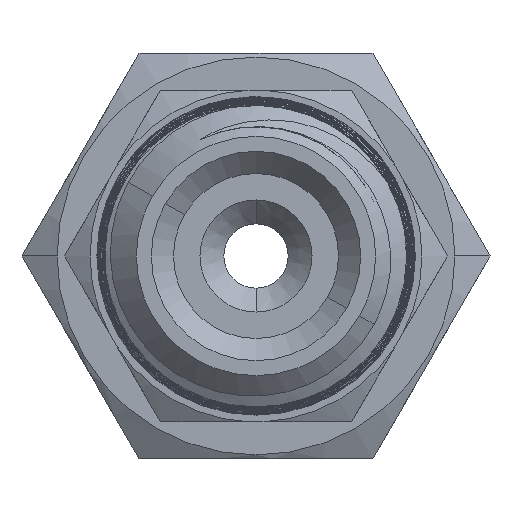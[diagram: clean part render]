
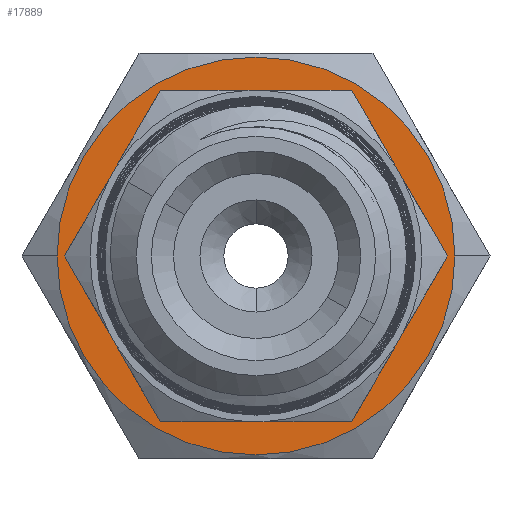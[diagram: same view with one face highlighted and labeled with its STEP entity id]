
A CAD part, left-side view. The second image highlights one B-rep face of the part: STEP entity #17889.
In plain terms, the highlighted planar face has unit normal (-1, 0, 0).
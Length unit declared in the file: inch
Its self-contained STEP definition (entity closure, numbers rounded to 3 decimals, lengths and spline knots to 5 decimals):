
#1317 = DIRECTION ( 'NONE',  ( 1., 0., 0. ) ) ;
#1342 = AXIS2_PLACEMENT_3D ( 'NONE', #24830, #15954, #11609 ) ;
#3582 = CARTESIAN_POINT ( 'NONE',  ( -0.8195, 0., 0. ) ) ;
#4093 = FACE_BOUND ( 'NONE', #14308, .T. ) ;
#4861 = CARTESIAN_POINT ( 'NONE',  ( -0.8195, -0.3375, 0. ) ) ;
#5153 = EDGE_CURVE ( 'NONE', #26675, #9613, #23145, .T. ) ;
#5465 = ORIENTED_EDGE ( 'NONE', *, *, #9890, .F. ) ;
#6132 = CARTESIAN_POINT ( 'NONE',  ( -0.8195, 0.3375, 0. ) ) ;
#8243 = DIRECTION ( 'NONE',  ( 0., -1., 0. ) ) ;
#9613 = VERTEX_POINT ( 'NONE', #6132 ) ;
#9890 = EDGE_CURVE ( 'NONE', #9613, #26675, #27359, .T. ) ;
#9929 = FACE_OUTER_BOUND ( 'NONE', #26833, .T. ) ;
#10615 = CARTESIAN_POINT ( 'NONE',  ( -0.8195, 0.20675, 0. ) ) ;
#10676 = CIRCLE ( 'NONE', #18288, 0.20675 ) ;
#11609 = DIRECTION ( 'NONE',  ( 0., 1., 0. ) ) ;
#11783 = CARTESIAN_POINT ( 'NONE',  ( -0.8195, -0.20675, 0. ) ) ;
#12175 = EDGE_CURVE ( 'NONE', #24631, #19018, #27954, .T. ) ;
#12519 = DIRECTION ( 'NONE',  ( -1., 0., 0. ) ) ;
#12579 = DIRECTION ( 'NONE',  ( 0., 1., 0. ) ) ;
#13918 = ORIENTED_EDGE ( 'NONE', *, *, #16061, .T. ) ;
#14308 = EDGE_LOOP ( 'NONE', ( #27198, #13918 ) ) ;
#15954 = DIRECTION ( 'NONE',  ( 1., 0., 0. ) ) ;
#16061 = EDGE_CURVE ( 'NONE', #19018, #24631, #10676, .T. ) ;
#16632 = CARTESIAN_POINT ( 'NONE',  ( -0.8195, 0.20675, 0. ) ) ;
#17053 = DIRECTION ( 'NONE',  ( 0., 1., 0. ) ) ;
#17889 = ADVANCED_FACE ( 'NONE', ( #4093, #9929 ), #19146, .T. ) ;
#17917 = AXIS2_PLACEMENT_3D ( 'NONE', #26023, #28108, #17053 ) ;
#18288 = AXIS2_PLACEMENT_3D ( 'NONE', #23430, #21334, #12579 ) ;
#19018 = VERTEX_POINT ( 'NONE', #11783 ) ;
#19146 = PLANE ( 'NONE',  #27768 ) ;
#20685 = AXIS2_PLACEMENT_3D ( 'NONE', #3582, #1317, #27494 ) ;
#21334 = DIRECTION ( 'NONE',  ( 1., 0., 0. ) ) ;
#22490 = ORIENTED_EDGE ( 'NONE', *, *, #5153, .F. ) ;
#23145 = CIRCLE ( 'NONE', #17917, 0.3375 ) ;
#23430 = CARTESIAN_POINT ( 'NONE',  ( -0.8195, 0., 0. ) ) ;
#24631 = VERTEX_POINT ( 'NONE', #16632 ) ;
#24830 = CARTESIAN_POINT ( 'NONE',  ( -0.8195, 0., 0. ) ) ;
#26023 = CARTESIAN_POINT ( 'NONE',  ( -0.8195, 0., 0. ) ) ;
#26675 = VERTEX_POINT ( 'NONE', #4861 ) ;
#26833 = EDGE_LOOP ( 'NONE', ( #5465, #22490 ) ) ;
#27198 = ORIENTED_EDGE ( 'NONE', *, *, #12175, .T. ) ;
#27359 = CIRCLE ( 'NONE', #20685, 0.3375 ) ;
#27494 = DIRECTION ( 'NONE',  ( 0., 1., 0. ) ) ;
#27768 = AXIS2_PLACEMENT_3D ( 'NONE', #10615, #12519, #8243 ) ;
#27954 = CIRCLE ( 'NONE', #1342, 0.20675 ) ;
#28108 = DIRECTION ( 'NONE',  ( 1., 0., 0. ) ) ;
